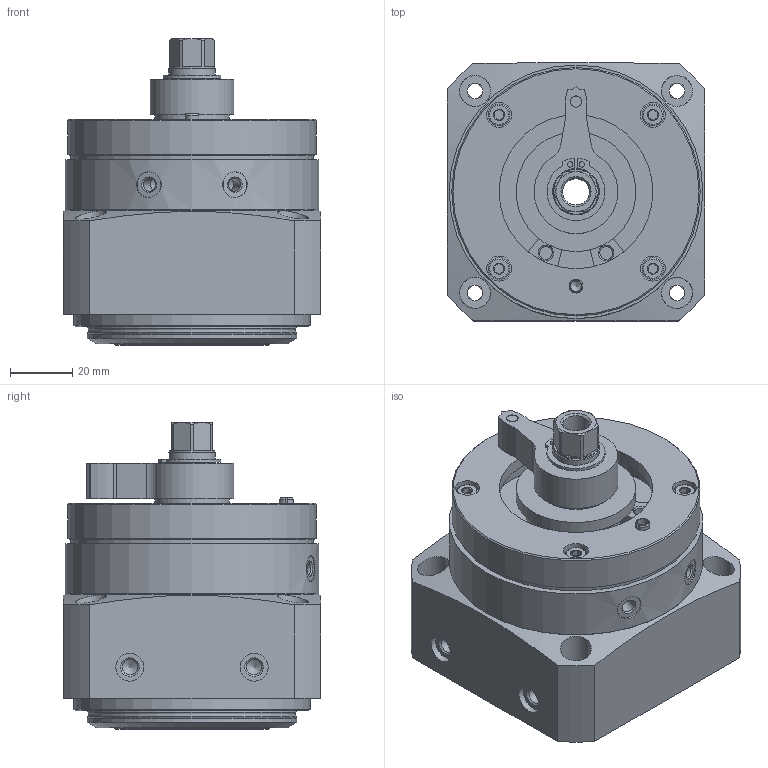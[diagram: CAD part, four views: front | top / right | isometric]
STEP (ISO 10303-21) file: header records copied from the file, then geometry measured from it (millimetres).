
FILE_DESCRIPTION(/* description */ ('STEP AP214'),/* implementation_level */ '2;1');
FILE_NAME(/* name */ '1369112_DSM-25-270-HD-A-B',/* time_stamp */ '2024-08-21T18:20:21+02:00',/* author */ ('License CC BY-ND 4.0'),/* organization */ ('CADENAS'),/* preprocessor_version */ 'ST-DEVELOPER v19.3',/* originating_system */ 'PARTsolutions',/* authorisation */ ' ');
FILE_SCHEMA (('INTEGRATED_CNC_SCHEMA','MODEL_BASED_INTEGRATED_MANUFACTURING_SCHEMA','AP242_MANAGED_MODEL_BASED_3D_ENGINEERING_MIM_LF { 1 0 10303 442 3 1 4 }','AUTOMOTIVE_DESIGN {1 0 10303 214 3 1 1}'));
Length unit declared in the file: millimetre
Products named in the file (4): 1369112 DSM-25-270-HD-A-B---(0); 1376448 DSM-25-270-HD---(Geh); 256913 DSM-25_NS; 1376448 DSM-25-270-HD---(Kol)
Assembly tree (4 placements, depth 2):
  1369112 DSM-25-270-HD-A-B---(0)
    1376448 DSM-25-270-HD---(Geh)
    256913 DSM-25_NS  x2
    1376448 DSM-25-270-HD---(Kol)
Bounding box: 83 x 83 x 98.7 mm (x, y, z)
Volume: 343918.6 mm3; surface area: 83705.8 mm2
Topology: 4 solids, 4 shells, 365 faces, 801 edges, 516 vertices
Faces by surface type: plane 173, cylinder 119, cone 58, torus 15
Full cylindrical faces by diameter (mm): 1.7 x2, 2.1 x2, 3.7 x2, 4.134 x8, 4.5 x1, 4.917 x10, 5.1 x4, 7 x8, 8 x4, 8.3 x2, 8.5 x4, 8.566 x1, 9 x6, 10 x8, 14.3 x1, 14.5 x1, 15 x3, 17 x2, 20 x2, 24 x1, 32 x1, 38.5 x1, 49.5 x1, 50 x1, 57.5 x2, 58 x1, 61.8 x2, 64.4 x1, 67.5 x1, 76 x1
Entity records: 10131 total; most frequent: CARTESIAN_POINT 1637, DIRECTION 1543, ORIENTED_EDGE 1160, AXIS2_PLACEMENT_3D 653, FACE_BOUND 605, EDGE_LOOP 594, EDGE_CURVE 580, VERTEX_POINT 467
